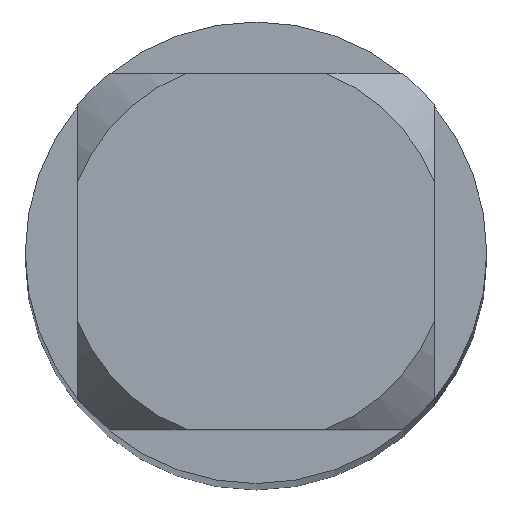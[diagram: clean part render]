
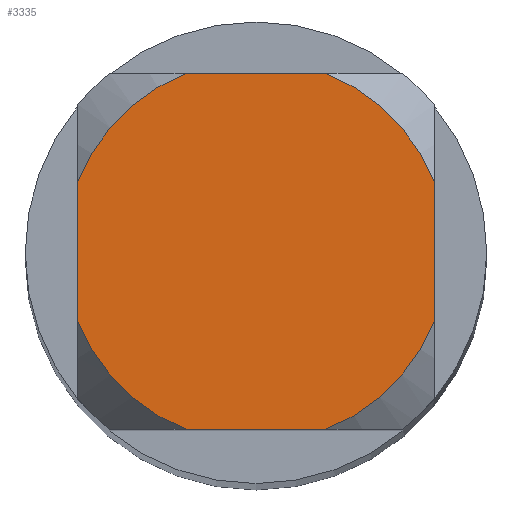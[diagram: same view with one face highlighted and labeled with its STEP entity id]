
A CAD part, top view. The second image highlights one B-rep face of the part: STEP entity #3335.
In plain terms, the highlighted planar face has unit normal (0, 0, 1).
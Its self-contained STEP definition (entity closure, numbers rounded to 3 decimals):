
#2075=VERTEX_POINT('',#5341);
#2189=VERTEX_POINT('',#5464);
#2223=VERTEX_POINT('',#5501);
#2525=VERTEX_POINT('',#5827);
#2803=EDGE_CURVE('',#2525,#4119,#6139,.T.);
#3075=EDGE_CURVE('',#2075,#2189,#6436,.T.);
#3335=ADVANCED_FACE('',(#6722),#6723,.T.);
#3655=EDGE_CURVE('',#3697,#4235,#7069,.T.);
#3697=VERTEX_POINT('',#7112);
#3919=EDGE_CURVE('',#4295,#4119,#7349,.T.);
#4001=EDGE_CURVE('',#4295,#2223,#7437,.T.);
#4041=EDGE_CURVE('',#2075,#2223,#7480,.T.);
#4119=VERTEX_POINT('',#7566);
#4235=VERTEX_POINT('',#7691);
#4283=EDGE_CURVE('',#3697,#2189,#7744,.T.);
#4295=VERTEX_POINT('',#7756);
#4413=EDGE_CURVE('',#2525,#4235,#7883,.T.);
#5341=CARTESIAN_POINT('',(-0.529,-1.35,0.0));
#5464=CARTESIAN_POINT('',(-1.35,-0.529,0.0));
#5501=CARTESIAN_POINT('',(0.529,-1.35,0.0));
#5827=CARTESIAN_POINT('',(0.529,1.35,0.0));
#6139=CIRCLE('',#15757,1.45);
#6436=CIRCLE('',#17497,1.45);
#6722=FACE_OUTER_BOUND('',#19143,.T.);
#6723=PLANE('',#19144);
#7069=CIRCLE('',#20394,1.45);
#7112=CARTESIAN_POINT('',(-1.35,0.529,0.0));
#7349=LINE('',#21451,#21452);
#7437=CIRCLE('',#21995,1.45);
#7480=LINE('',#22148,#22149);
#7566=CARTESIAN_POINT('',(1.35,0.529,0.0));
#7691=CARTESIAN_POINT('',(-0.529,1.35,0.0));
#7744=LINE('',#23449,#23450);
#7756=CARTESIAN_POINT('',(1.35,-0.529,0.0));
#7883=LINE('',#24150,#24151);
#15757=AXIS2_PLACEMENT_3D('',#27766,#27767,#27768);
#17497=AXIS2_PLACEMENT_3D('',#28039,#28040,#28041);
#19143=EDGE_LOOP('',(#28410,#28411,#28412,#28413,#28414,#28415,#28416,#28417));
#19144=AXIS2_PLACEMENT_3D('',#28418,#28419,#28420);
#20394=AXIS2_PLACEMENT_3D('',#28729,#28730,#28731);
#21451=CARTESIAN_POINT('',(1.35,0.363,0.0));
#21452=VECTOR('',#28936,1.0);
#21995=AXIS2_PLACEMENT_3D('',#29006,#29007,#29008);
#22148=CARTESIAN_POINT('',(0.0,-1.35,0.0));
#22149=VECTOR('',#29037,1.0);
#23449=CARTESIAN_POINT('',(-1.35,0.363,0.0));
#23450=VECTOR('',#29273,1.0);
#24150=CARTESIAN_POINT('',(0.0,1.35,0.0));
#24151=VECTOR('',#29379,1.0);
#27766=CARTESIAN_POINT('',(0.0,0.0,0.0));
#27767=DIRECTION('',(0.0,0.0,-1.0));
#27768=DIRECTION('',(0.0,1.0,0.0));
#28039=CARTESIAN_POINT('',(0.0,0.0,0.0));
#28040=DIRECTION('',(0.0,0.0,-1.0));
#28041=DIRECTION('',(0.0,1.0,0.0));
#28410=ORIENTED_EDGE('',*,*,#4283,.T.);
#28411=ORIENTED_EDGE('',*,*,#3075,.F.);
#28412=ORIENTED_EDGE('',*,*,#4041,.T.);
#28413=ORIENTED_EDGE('',*,*,#4001,.F.);
#28414=ORIENTED_EDGE('',*,*,#3919,.T.);
#28415=ORIENTED_EDGE('',*,*,#2803,.F.);
#28416=ORIENTED_EDGE('',*,*,#4413,.T.);
#28417=ORIENTED_EDGE('',*,*,#3655,.F.);
#28418=CARTESIAN_POINT('',(0.0,0.725,0.0));
#28419=DIRECTION('',(-0.0,0.0,1.0));
#28420=DIRECTION('',(0.0,-1.0,0.0));
#28729=CARTESIAN_POINT('',(0.0,0.0,0.0));
#28730=DIRECTION('',(0.0,0.0,-1.0));
#28731=DIRECTION('',(0.0,1.0,0.0));
#28936=DIRECTION('',(-0.0,1.0,0.0));
#29006=CARTESIAN_POINT('',(0.0,0.0,0.0));
#29007=DIRECTION('',(0.0,0.0,-1.0));
#29008=DIRECTION('',(0.0,1.0,0.0));
#29037=DIRECTION('',(1.0,0.0,0.0));
#29273=DIRECTION('',(-0.0,-1.0,0.0));
#29379=DIRECTION('',(-1.0,0.0,0.0));
